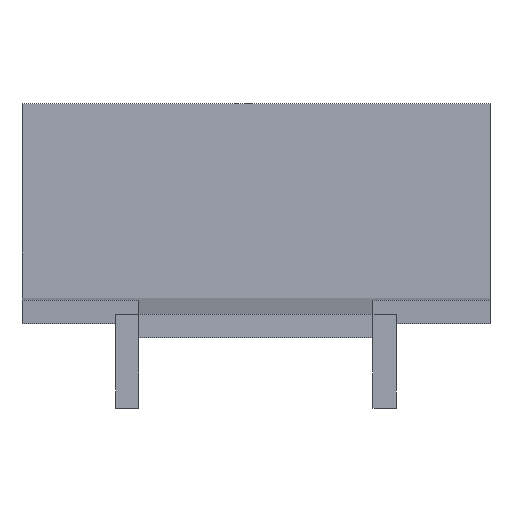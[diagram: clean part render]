
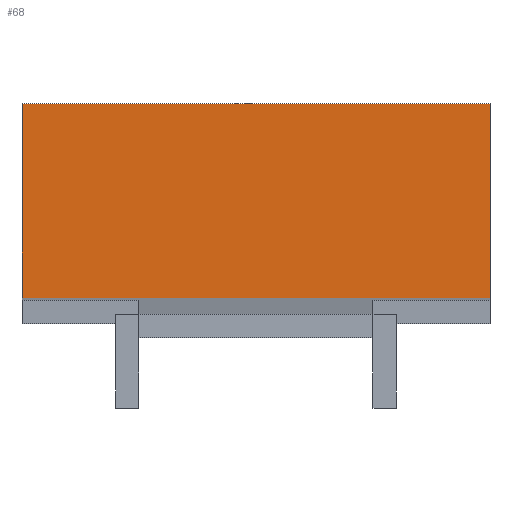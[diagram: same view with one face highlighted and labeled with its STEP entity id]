
A CAD part, front view. The second image highlights one B-rep face of the part: STEP entity #68.
In plain terms, the highlighted planar face has unit normal (0, -1, 0).
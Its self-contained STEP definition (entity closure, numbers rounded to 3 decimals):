
#68=ADVANCED_FACE('',(#148),#149,.T.);
#148=FACE_OUTER_BOUND('',#237,.T.);
#149=PLANE('',#238);
#237=EDGE_LOOP('',(#362,#363,#364,#365));
#238=AXIS2_PLACEMENT_3D('',#366,#367,#368);
#362=ORIENTED_EDGE('',*,*,#576,.F.);
#363=ORIENTED_EDGE('',*,*,#574,.T.);
#364=ORIENTED_EDGE('',*,*,#577,.T.);
#365=ORIENTED_EDGE('',*,*,#578,.F.);
#366=CARTESIAN_POINT('',(20.0,39.0,20.));
#367=DIRECTION('',(0.0,-1.0,0.0));
#368=DIRECTION('',(-1.0,0.0,0.0));
#574=EDGE_CURVE('',#685,#689,#691,.T.);
#576=EDGE_CURVE('',#685,#693,#694,.T.);
#577=EDGE_CURVE('',#689,#695,#696,.T.);
#578=EDGE_CURVE('',#693,#695,#697,.T.);
#685=VERTEX_POINT('',#847);
#689=VERTEX_POINT('',#853);
#691=LINE('',#856,#857);
#693=VERTEX_POINT('',#859);
#694=LINE('',#860,#861);
#695=VERTEX_POINT('',#862);
#696=LINE('',#863,#864);
#697=LINE('',#865,#866);
#847=CARTESIAN_POINT('',(20.0,39.0,20.));
#853=CARTESIAN_POINT('',(-20.0,39.0,20.));
#856=CARTESIAN_POINT('',(20.0,39.0,20.));
#857=VECTOR('',#1014,1000.0);
#859=CARTESIAN_POINT('',(20.0,39.0,3.406));
#860=CARTESIAN_POINT('',(20.0,39.0,9.275));
#861=VECTOR('',#1015,1000.0);
#862=CARTESIAN_POINT('',(-20.0,39.0,3.406));
#863=CARTESIAN_POINT('',(-20.0,39.0,9.275));
#864=VECTOR('',#1016,1000.0);
#865=CARTESIAN_POINT('',(10.0,39.0,3.406));
#866=VECTOR('',#1017,1000.0);
#1014=DIRECTION('',(-1.0,0.0,0.0));
#1015=DIRECTION('',(0.,0.0,-1.0));
#1016=DIRECTION('',(0.,0.0,-1.0));
#1017=DIRECTION('',(-1.0,0.,0.));
